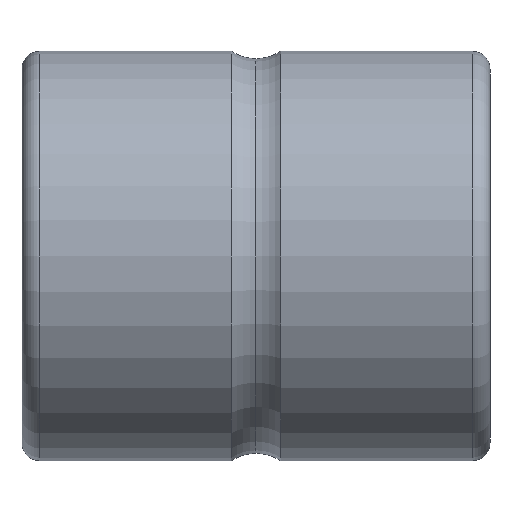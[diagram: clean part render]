
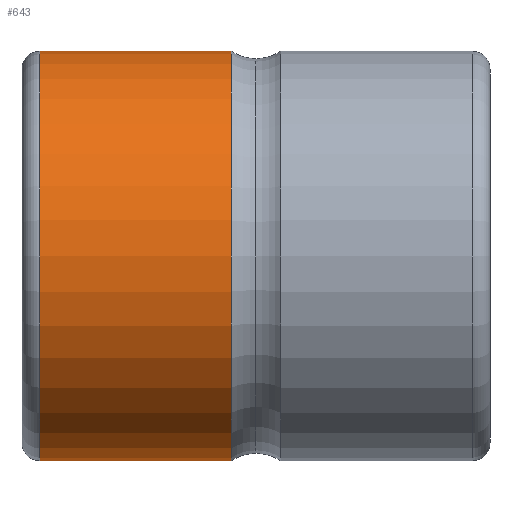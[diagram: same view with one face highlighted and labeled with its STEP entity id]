
A CAD part, left-side view. The second image highlights one B-rep face of the part: STEP entity #643.
In plain terms, the highlighted cylindrical face has radius 17.5 mm (diameter 35 mm), a partial arc.
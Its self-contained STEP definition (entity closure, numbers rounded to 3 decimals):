
#26 = ORIENTED_EDGE ( 'NONE', *, *, #563, .T. ) ;
#38 = EDGE_LOOP ( 'NONE', ( #110, #362, #26, #252 ) ) ;
#106 = LINE ( 'NONE', #593, #404 ) ;
#110 = ORIENTED_EDGE ( 'NONE', *, *, #698, .F. ) ;
#123 = FACE_OUTER_BOUND ( 'NONE', #38, .T. ) ;
#153 = VERTEX_POINT ( 'NONE', #368 ) ;
#157 = CARTESIAN_POINT ( 'NONE',  ( 0., 31.576, 0. ) ) ;
#178 = CARTESIAN_POINT ( 'NONE',  ( 0., 47.956, 17.5 ) ) ;
#212 = DIRECTION ( 'NONE',  ( 0., 0., -1. ) ) ;
#246 = CYLINDRICAL_SURFACE ( 'NONE', #577, 17.5 ) ;
#252 = ORIENTED_EDGE ( 'NONE', *, *, #757, .F. ) ;
#292 = CIRCLE ( 'NONE', #395, 17.5 ) ;
#339 = DIRECTION ( 'NONE',  ( 0., -1., 0. ) ) ;
#343 = EDGE_CURVE ( 'NONE', #482, #153, #292, .T. ) ;
#352 = CARTESIAN_POINT ( 'NONE',  ( 0., 31.576, 17.5 ) ) ;
#356 = CARTESIAN_POINT ( 'NONE',  ( 0., 0., -17.5 ) ) ;
#362 = ORIENTED_EDGE ( 'NONE', *, *, #343, .T. ) ;
#368 = CARTESIAN_POINT ( 'NONE',  ( 0., 47.956, -17.5 ) ) ;
#382 = VERTEX_POINT ( 'NONE', #833 ) ;
#391 = CARTESIAN_POINT ( 'NONE',  ( 0., 0., 0. ) ) ;
#395 = AXIS2_PLACEMENT_3D ( 'NONE', #763, #339, #829 ) ;
#404 = VECTOR ( 'NONE', #528, 1000. ) ;
#463 = DIRECTION ( 'NONE',  ( 0., -1., 0. ) ) ;
#482 = VERTEX_POINT ( 'NONE', #178 ) ;
#494 = VERTEX_POINT ( 'NONE', #352 ) ;
#528 = DIRECTION ( 'NONE',  ( 0., -1., 0. ) ) ;
#563 = EDGE_CURVE ( 'NONE', #153, #382, #712, .T. ) ;
#577 = AXIS2_PLACEMENT_3D ( 'NONE', #391, #463, #813 ) ;
#579 = CIRCLE ( 'NONE', #795, 17.5 ) ;
#593 = CARTESIAN_POINT ( 'NONE',  ( 0., 0., 17.5 ) ) ;
#615 = DIRECTION ( 'NONE',  ( 0., -1., 0. ) ) ;
#643 = ADVANCED_FACE ( 'NONE', ( #123 ), #246, .T. ) ;
#698 = EDGE_CURVE ( 'NONE', #482, #494, #106, .T. ) ;
#712 = LINE ( 'NONE', #356, #842 ) ;
#757 = EDGE_CURVE ( 'NONE', #494, #382, #579, .T. ) ;
#763 = CARTESIAN_POINT ( 'NONE',  ( 0., 47.956, 0. ) ) ;
#781 = DIRECTION ( 'NONE',  ( 0., -1., 0. ) ) ;
#795 = AXIS2_PLACEMENT_3D ( 'NONE', #157, #615, #212 ) ;
#813 = DIRECTION ( 'NONE',  ( 0., 0., -1. ) ) ;
#829 = DIRECTION ( 'NONE',  ( 0., 0., -1. ) ) ;
#833 = CARTESIAN_POINT ( 'NONE',  ( 0., 31.576, -17.5 ) ) ;
#842 = VECTOR ( 'NONE', #781, 1000. ) ;
